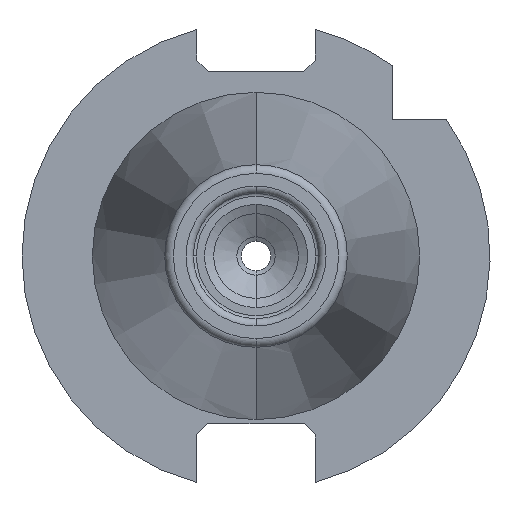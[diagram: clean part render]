
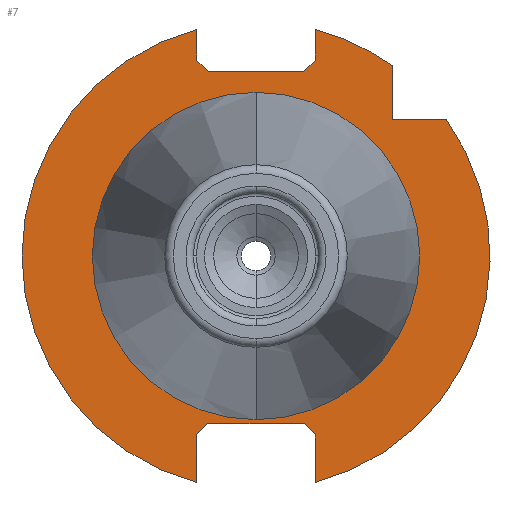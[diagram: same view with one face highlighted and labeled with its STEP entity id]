
A CAD part, left-side view. The second image highlights one B-rep face of the part: STEP entity #7.
In plain terms, the highlighted planar face has unit normal (-1, 0, 0).
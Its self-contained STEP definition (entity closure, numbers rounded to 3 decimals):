
#7 = ADVANCED_FACE ( 'NONE', ( #526, #116 ), #2464, .F. ) ;
#116 = FACE_OUTER_BOUND ( 'NONE', #310, .T. ) ;
#136 = VERTEX_POINT ( 'NONE', #2355 ) ;
#190 = VERTEX_POINT ( 'NONE', #2393 ) ;
#238 = VERTEX_POINT ( 'NONE', #2445 ) ;
#240 = VERTEX_POINT ( 'NONE', #2474 ) ;
#271 = VECTOR ( 'NONE', #1216, 1000. ) ;
#277 = ORIENTED_EDGE ( 'NONE', *, *, #1051, .F. ) ;
#309 = ORIENTED_EDGE ( 'NONE', *, *, #1000, .T. ) ;
#310 = EDGE_LOOP ( 'NONE', ( #1628, #448, #1618, #1546, #1594, #442, #353, #628, #464, #376, #606, #749, #756, #309, #623 ) ) ;
#333 = VERTEX_POINT ( 'NONE', #2374 ) ;
#339 = VERTEX_POINT ( 'NONE', #2461 ) ;
#340 = VERTEX_POINT ( 'NONE', #2575 ) ;
#352 = LINE ( 'NONE', #1179, #567 ) ;
#353 = ORIENTED_EDGE ( 'NONE', *, *, #1067, .T. ) ;
#376 = ORIENTED_EDGE ( 'NONE', *, *, #1011, .T. ) ;
#442 = ORIENTED_EDGE ( 'NONE', *, *, #1064, .T. ) ;
#448 = ORIENTED_EDGE ( 'NONE', *, *, #1741, .T. ) ;
#464 = ORIENTED_EDGE ( 'NONE', *, *, #992, .T. ) ;
#475 = VECTOR ( 'NONE', #2236, 1000. ) ;
#526 = FACE_BOUND ( 'NONE', #790, .T. ) ;
#559 = VERTEX_POINT ( 'NONE', #2282 ) ;
#564 = VERTEX_POINT ( 'NONE', #2294 ) ;
#565 = VERTEX_POINT ( 'NONE', #2278 ) ;
#567 = VECTOR ( 'NONE', #1143, 1000. ) ;
#570 = VERTEX_POINT ( 'NONE', #2275 ) ;
#606 = ORIENTED_EDGE ( 'NONE', *, *, #1044, .T. ) ;
#619 = LINE ( 'NONE', #2453, #816 ) ;
#623 = ORIENTED_EDGE ( 'NONE', *, *, #1655, .T. ) ;
#628 = ORIENTED_EDGE ( 'NONE', *, *, #1704, .T. ) ;
#648 = VERTEX_POINT ( 'NONE', #2262 ) ;
#671 = LINE ( 'NONE', #1260, #271 ) ;
#715 = LINE ( 'NONE', #2249, #475 ) ;
#749 = ORIENTED_EDGE ( 'NONE', *, *, #1884, .T. ) ;
#756 = ORIENTED_EDGE ( 'NONE', *, *, #986, .T. ) ;
#787 = VERTEX_POINT ( 'NONE', #2754 ) ;
#790 = EDGE_LOOP ( 'NONE', ( #277, #1631 ) ) ;
#793 = VERTEX_POINT ( 'NONE', #2755 ) ;
#812 = VERTEX_POINT ( 'NONE', #2741 ) ;
#816 = VECTOR ( 'NONE', #2466, 1000. ) ;
#834 = VECTOR ( 'NONE', #2391, 1000. ) ;
#835 = LINE ( 'NONE', #2402, #834 ) ;
#853 = VERTEX_POINT ( 'NONE', #2718 ) ;
#859 = VERTEX_POINT ( 'NONE', #2721 ) ;
#986 = EDGE_CURVE ( 'NONE', #853, #240, #619, .T. ) ;
#992 = EDGE_CURVE ( 'NONE', #812, #564, #835, .T. ) ;
#1000 = EDGE_CURVE ( 'NONE', #240, #793, #715, .T. ) ;
#1011 = EDGE_CURVE ( 'NONE', #564, #648, #671, .T. ) ;
#1015 = EDGE_CURVE ( 'NONE', #787, #340, #352, .T. ) ;
#1044 = EDGE_CURVE ( 'NONE', #648, #565, #1940, .T. ) ;
#1051 = EDGE_CURVE ( 'NONE', #859, #333, #2099, .T. ) ;
#1064 = EDGE_CURVE ( 'NONE', #559, #570, #1967, .T. ) ;
#1067 = EDGE_CURVE ( 'NONE', #570, #190, #1955, .T. ) ;
#1097 = DIRECTION ( 'NONE',  ( 0., 0.707, -0.707 ) ) ;
#1101 = CARTESIAN_POINT ( 'NONE',  ( 71.6, 20.388, -1.837 ) ) ;
#1136 = DIRECTION ( 'NONE',  ( 0., 0., 1. ) ) ;
#1143 = DIRECTION ( 'NONE',  ( 0., 1., 0. ) ) ;
#1144 = DIRECTION ( 'NONE',  ( 0., 0., 1. ) ) ;
#1157 = CARTESIAN_POINT ( 'NONE',  ( 71.6, 0., 0. ) ) ;
#1179 = CARTESIAN_POINT ( 'NONE',  ( 71.6, 22.225, 18.5 ) ) ;
#1192 = DIRECTION ( 'NONE',  ( 0., -1., 0. ) ) ;
#1216 = DIRECTION ( 'NONE',  ( 0., 0.707, 0.707 ) ) ;
#1246 = CARTESIAN_POINT ( 'NONE',  ( 71.6, 0., 0. ) ) ;
#1260 = CARTESIAN_POINT ( 'NONE',  ( 71.6, 1.838, 20.388 ) ) ;
#1263 = DIRECTION ( 'NONE',  ( -1., 0., 0. ) ) ;
#1266 = DIRECTION ( 'NONE',  ( 0., 0., 1. ) ) ;
#1296 = DIRECTION ( 'NONE',  ( 0., 0., 1. ) ) ;
#1306 = CARTESIAN_POINT ( 'NONE',  ( 71.6, 0., 0. ) ) ;
#1307 = CARTESIAN_POINT ( 'NONE',  ( 71.6, 8.05, 0. ) ) ;
#1318 = CARTESIAN_POINT ( 'NONE',  ( 71.6, -18.5, 0. ) ) ;
#1319 = DIRECTION ( 'NONE',  ( -1., 0., 0. ) ) ;
#1342 = DIRECTION ( 'NONE',  ( 0., 0., 1. ) ) ;
#1369 = DIRECTION ( 'NONE',  ( 0., 0., 1. ) ) ;
#1372 = DIRECTION ( 'NONE',  ( -1., 0., 0. ) ) ;
#1373 = CARTESIAN_POINT ( 'NONE',  ( 71.6, 0., 0. ) ) ;
#1382 = DIRECTION ( 'NONE',  ( 0., -0.707, -0.707 ) ) ;
#1383 = CARTESIAN_POINT ( 'NONE',  ( 71.6, 19.238, 2.987 ) ) ;
#1389 = DIRECTION ( 'NONE',  ( 0., 0., -1. ) ) ;
#1423 = CARTESIAN_POINT ( 'NONE',  ( 71.6, -8.05, 0. ) ) ;
#1478 = DIRECTION ( 'NONE',  ( -1., 0., 0. ) ) ;
#1507 = CARTESIAN_POINT ( 'NONE',  ( 71.6, 22.225, -22.8 ) ) ;
#1522 = DIRECTION ( 'NONE',  ( 0., 0., 1. ) ) ;
#1523 = DIRECTION ( 'NONE',  ( -1., 0., 0. ) ) ;
#1525 = CARTESIAN_POINT ( 'NONE',  ( 71.6, 0., 0. ) ) ;
#1526 = DIRECTION ( 'NONE',  ( 0., 0., -1. ) ) ;
#1527 = CARTESIAN_POINT ( 'NONE',  ( 71.6, -8.05, 0. ) ) ;
#1546 = ORIENTED_EDGE ( 'NONE', *, *, #1015, .T. ) ;
#1594 = ORIENTED_EDGE ( 'NONE', *, *, #1705, .T. ) ;
#1618 = ORIENTED_EDGE ( 'NONE', *, *, #1637, .T. ) ;
#1628 = ORIENTED_EDGE ( 'NONE', *, *, #1885, .T. ) ;
#1631 = ORIENTED_EDGE ( 'NONE', *, *, #1739, .F. ) ;
#1637 = EDGE_CURVE ( 'NONE', #238, #787, #1992, .T. ) ;
#1655 = EDGE_CURVE ( 'NONE', #793, #339, #2028, .T. ) ;
#1660 = AXIS2_PLACEMENT_3D ( 'NONE', #2462, #2449, #2444 ) ;
#1704 = EDGE_CURVE ( 'NONE', #190, #812, #2002, .T. ) ;
#1705 = EDGE_CURVE ( 'NONE', #340, #559, #1948, .T. ) ;
#1735 = AXIS2_PLACEMENT_3D ( 'NONE', #1306, #1319, #1136 ) ;
#1739 = EDGE_CURVE ( 'NONE', #333, #859, #1944, .T. ) ;
#1741 = EDGE_CURVE ( 'NONE', #136, #238, #2125, .T. ) ;
#1747 = AXIS2_PLACEMENT_3D ( 'NONE', #1246, #1263, #1342 ) ;
#1751 = AXIS2_PLACEMENT_3D ( 'NONE', #1157, #1478, #1144 ) ;
#1848 = AXIS2_PLACEMENT_3D ( 'NONE', #1373, #1372, #1369 ) ;
#1858 = AXIS2_PLACEMENT_3D ( 'NONE', #1525, #1523, #1522 ) ;
#1884 = EDGE_CURVE ( 'NONE', #565, #853, #2016, .T. ) ;
#1885 = EDGE_CURVE ( 'NONE', #339, #136, #1989, .T. ) ;
#1940 = LINE ( 'NONE', #1307, #2064 ) ;
#1944 = CIRCLE ( 'NONE', #1858, 22.225 ) ;
#1948 = LINE ( 'NONE', #1318, #2106 ) ;
#1955 = LINE ( 'NONE', #1423, #2009 ) ;
#1967 = CIRCLE ( 'NONE', #1747, 31.775 ) ;
#1969 = VECTOR ( 'NONE', #1382, 1000. ) ;
#1989 = LINE ( 'NONE', #1383, #1969 ) ;
#1992 = CIRCLE ( 'NONE', #1751, 31.775 ) ;
#2002 = LINE ( 'NONE', #1101, #2136 ) ;
#2009 = VECTOR ( 'NONE', #1389, 1000. ) ;
#2016 = CIRCLE ( 'NONE', #1848, 31.775 ) ;
#2026 = VECTOR ( 'NONE', #1526, 1000. ) ;
#2028 = LINE ( 'NONE', #1507, #2083 ) ;
#2064 = VECTOR ( 'NONE', #1266, 1000. ) ;
#2083 = VECTOR ( 'NONE', #1192, 1000. ) ;
#2099 = CIRCLE ( 'NONE', #1735, 22.225 ) ;
#2106 = VECTOR ( 'NONE', #1296, 1000. ) ;
#2125 = LINE ( 'NONE', #1527, #2026 ) ;
#2136 = VECTOR ( 'NONE', #1097, 1000. ) ;
#2236 = DIRECTION ( 'NONE',  ( 0., -0.707, 0.707 ) ) ;
#2249 = CARTESIAN_POINT ( 'NONE',  ( 71.6, 2.988, -19.238 ) ) ;
#2262 = CARTESIAN_POINT ( 'NONE',  ( 71.6, 8.05, 26.6 ) ) ;
#2275 = CARTESIAN_POINT ( 'NONE',  ( 71.6, -8.05, 30.738 ) ) ;
#2278 = CARTESIAN_POINT ( 'NONE',  ( 71.6, 8.05, 30.738 ) ) ;
#2282 = CARTESIAN_POINT ( 'NONE',  ( 71.6, -18.5, 25.834 ) ) ;
#2294 = CARTESIAN_POINT ( 'NONE',  ( 71.6, 6.45, 25. ) ) ;
#2355 = CARTESIAN_POINT ( 'NONE',  ( 71.6, -8.05, -24.3 ) ) ;
#2374 = CARTESIAN_POINT ( 'NONE',  ( 71.6, 0., -22.225 ) ) ;
#2391 = DIRECTION ( 'NONE',  ( 0., 1., 0. ) ) ;
#2393 = CARTESIAN_POINT ( 'NONE',  ( 71.6, -8.05, 26.6 ) ) ;
#2402 = CARTESIAN_POINT ( 'NONE',  ( 71.6, 22.225, 25. ) ) ;
#2444 = DIRECTION ( 'NONE',  ( 0., 0., -1. ) ) ;
#2445 = CARTESIAN_POINT ( 'NONE',  ( 71.6, -8.05, -30.738 ) ) ;
#2449 = DIRECTION ( 'NONE',  ( 1., 0., 0. ) ) ;
#2453 = CARTESIAN_POINT ( 'NONE',  ( 71.6, 8.05, 0. ) ) ;
#2461 = CARTESIAN_POINT ( 'NONE',  ( 71.6, -6.55, -22.8 ) ) ;
#2462 = CARTESIAN_POINT ( 'NONE',  ( 71.6, 22.225, 0. ) ) ;
#2464 = PLANE ( 'NONE',  #1660 ) ;
#2466 = DIRECTION ( 'NONE',  ( 0., 0., 1. ) ) ;
#2474 = CARTESIAN_POINT ( 'NONE',  ( 71.6, 8.05, -24.3 ) ) ;
#2575 = CARTESIAN_POINT ( 'NONE',  ( 71.6, -18.5, 18.5 ) ) ;
#2718 = CARTESIAN_POINT ( 'NONE',  ( 71.6, 8.05, -30.738 ) ) ;
#2721 = CARTESIAN_POINT ( 'NONE',  ( 71.6, 0., 22.225 ) ) ;
#2741 = CARTESIAN_POINT ( 'NONE',  ( 71.6, -6.45, 25. ) ) ;
#2754 = CARTESIAN_POINT ( 'NONE',  ( 71.6, -25.834, 18.5 ) ) ;
#2755 = CARTESIAN_POINT ( 'NONE',  ( 71.6, 6.55, -22.8 ) ) ;
